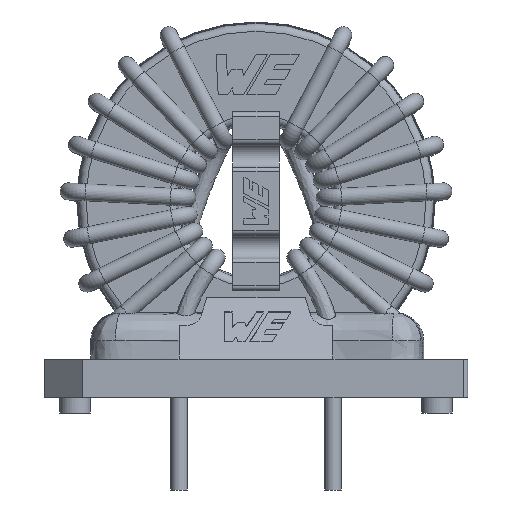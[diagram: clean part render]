
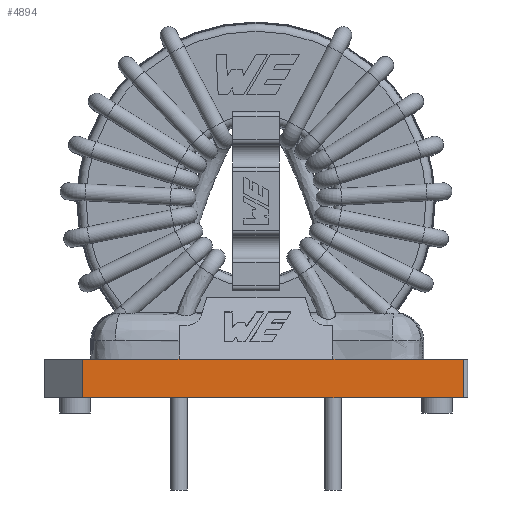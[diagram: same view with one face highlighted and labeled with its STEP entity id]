
A CAD part, left-side view. The second image highlights one B-rep face of the part: STEP entity #4894.
In plain terms, the highlighted planar face has unit normal (-1, 0, 0).
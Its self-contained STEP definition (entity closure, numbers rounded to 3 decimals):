
#4894=ADVANCED_FACE('',(#10852),#10853,.T.);
#10852=FACE_OUTER_BOUND('',#28335,.T.);
#10853=PLANE('',#28336);
#28335=EDGE_LOOP('',(#37696,#37697,#37698,#37699,#37700,#37701));
#28336=AXIS2_PLACEMENT_3D('',#37702,#37703,#37704);
#37696=ORIENTED_EDGE('',*,*,#42482,.F.);
#37697=ORIENTED_EDGE('',*,*,#42483,.F.);
#37698=ORIENTED_EDGE('',*,*,#42351,.F.);
#37699=ORIENTED_EDGE('',*,*,#42471,.T.);
#37700=ORIENTED_EDGE('',*,*,#42235,.T.);
#37701=ORIENTED_EDGE('',*,*,#42293,.F.);
#37702=CARTESIAN_POINT('',(-3.,8.75,1.));
#37703=DIRECTION('',(-1.0,0.,0.));
#37704=DIRECTION('',(0.,-1.0,0.));
#42235=EDGE_CURVE('',#43412,#43413,#43414,.T.);
#42293=EDGE_CURVE('',#43510,#43413,#43512,.T.);
#42351=EDGE_CURVE('',#43606,#43608,#43609,.T.);
#42471=EDGE_CURVE('',#43606,#43412,#43784,.T.);
#42482=EDGE_CURVE('',#43774,#43510,#43797,.T.);
#42483=EDGE_CURVE('',#43608,#43774,#43798,.T.);
#43412=VERTEX_POINT('',#44897);
#43413=VERTEX_POINT('',#44898);
#43414=LINE('',#44899,#44900);
#43510=VERTEX_POINT('',#45029);
#43512=LINE('',#45031,#45032);
#43606=VERTEX_POINT('',#45149);
#43608=VERTEX_POINT('',#45152);
#43609=LINE('',#45153,#45154);
#43774=VERTEX_POINT('',#45397);
#43784=LINE('',#45412,#45413);
#43797=LINE('',#45432,#45433);
#43798=LINE('',#45434,#45435);
#44897=CARTESIAN_POINT('',(-3.,6.25,1.));
#44898=CARTESIAN_POINT('',(-3.,-18.45,1.));
#44899=CARTESIAN_POINT('',(-3.,6.25,1.));
#44900=VECTOR('',#46029,1.0);
#45029=CARTESIAN_POINT('',(-3.,-18.45,3.5));
#45031=CARTESIAN_POINT('',(-3.,-18.45,3.5));
#45032=VECTOR('',#46105,1.0);
#45149=CARTESIAN_POINT('',(-3.,6.25,3.5));
#45152=CARTESIAN_POINT('',(-3.,0.,3.5));
#45153=CARTESIAN_POINT('',(-3.,6.25,3.5));
#45154=VECTOR('',#46184,1.0);
#45397=CARTESIAN_POINT('',(-3.,-10.0,3.5));
#45412=CARTESIAN_POINT('',(-3.,6.25,3.5));
#45413=VECTOR('',#46277,1.0);
#45432=CARTESIAN_POINT('',(-3.,-10.0,3.5));
#45433=VECTOR('',#46284,1.0);
#45434=CARTESIAN_POINT('',(-3.,0.,3.5));
#45435=VECTOR('',#46285,1.0);
#46029=DIRECTION('',(0.,-1.0,0.));
#46105=DIRECTION('',(0.,0.,-1.0));
#46184=DIRECTION('',(0.,-1.0,0.));
#46277=DIRECTION('',(0.,0.,-1.0));
#46284=DIRECTION('',(0.,-1.0,0.));
#46285=DIRECTION('',(0.,-1.0,0.));
